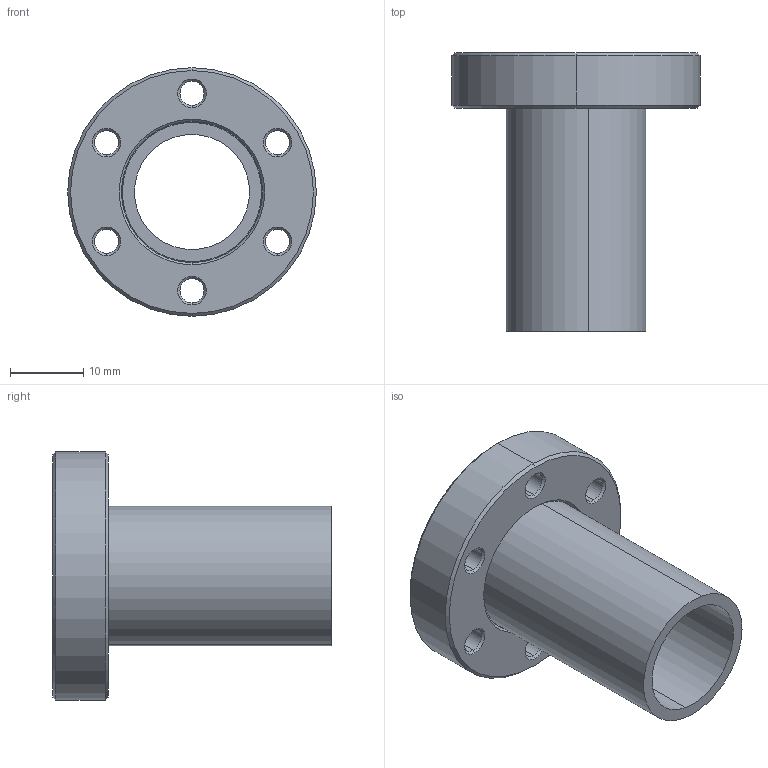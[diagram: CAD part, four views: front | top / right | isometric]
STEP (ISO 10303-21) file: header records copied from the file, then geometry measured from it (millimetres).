
FILE_DESCRIPTION (( 'STEP AP214' ), '1' );
FILE_NAME ('Hositrad_FO16-19T-HalfNipple.STEP', '2013-09-04T14:13:26', ( '' ), ( '' ), 'SwSTEP 2.0', 'SolidWorks 2013', '' );
FILE_SCHEMA (( 'AUTOMOTIVE_DESIGN' ));
Length unit declared in the file: millimetre
Products named in the file (3): Tube 19-All_Tube 19L33,4; NW16CF-Weld-Tapped; Hositrad_FO16-19T-HalfNipple
Assembly tree (2 placements, depth 2):
  Hositrad_FO16-19T-HalfNipple
    NW16CF-Weld-Tapped
    Tube 19-All_Tube 19L33,4
Bounding box: 34 x 38.1 x 34 mm (x, y, z)
Volume: 7507.5 mm3; surface area: 6792 mm2
Topology: 2 solids, 2 shells, 64 faces, 140 edges, 82 vertices
Faces by surface type: cone 34, cylinder 24, plane 6
Entity records: 2028 total; most frequent: DIRECTION 360, CARTESIAN_POINT 291, ORIENTED_EDGE 280, AXIS2_PLACEMENT_3D 151, EDGE_CURVE 140, CIRCLE 82, VERTEX_POINT 82, EDGE_LOOP 82
